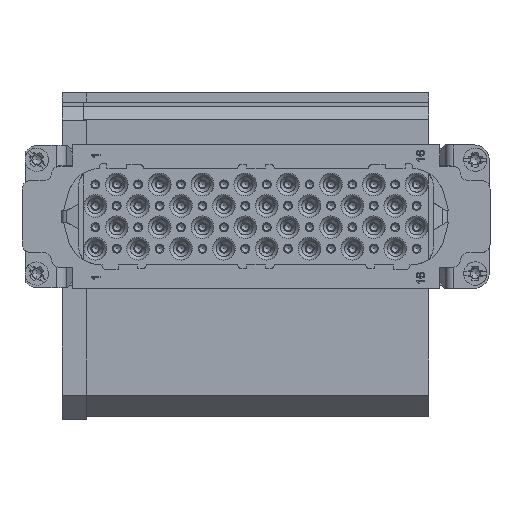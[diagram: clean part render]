
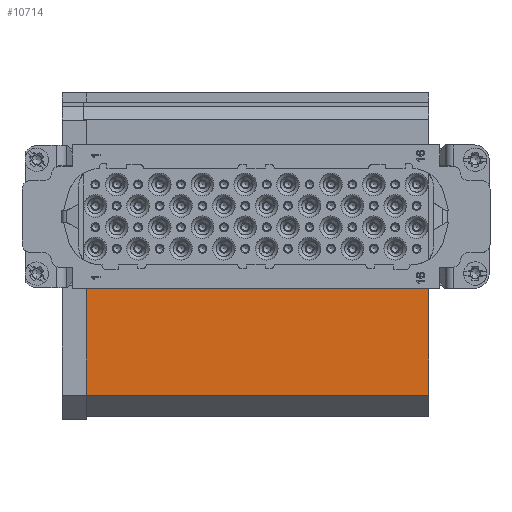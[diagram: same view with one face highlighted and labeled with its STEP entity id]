
A CAD part, top view. The second image highlights one B-rep face of the part: STEP entity #10714.
In plain terms, the highlighted planar face has unit normal (0, 0, 1).
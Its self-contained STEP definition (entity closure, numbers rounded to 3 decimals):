
#10714=ADVANCED_FACE('',(#14980),#13022,.T.);
#13022=PLANE('',#60107);
#14980=FACE_OUTER_BOUND('',#17283,.T.);
#17283=EDGE_LOOP('',(#24993,#24994,#24995,#24996));
#24993=ORIENTED_EDGE('',*,*,#40728,.T.);
#24994=ORIENTED_EDGE('',*,*,#40729,.F.);
#24995=ORIENTED_EDGE('',*,*,#40730,.F.);
#24996=ORIENTED_EDGE('',*,*,#40731,.F.);
#35091=VERTEX_POINT('',#85810);
#35092=VERTEX_POINT('',#85811);
#35093=VERTEX_POINT('',#85813);
#35094=VERTEX_POINT('',#85815);
#40728=EDGE_CURVE('',#35091,#35092,#49858,.T.);
#40729=EDGE_CURVE('',#35093,#35092,#49859,.T.);
#40730=EDGE_CURVE('',#35094,#35093,#49860,.T.);
#40731=EDGE_CURVE('',#35091,#35094,#49861,.T.);
#49858=LINE('',#85809,#54521);
#49859=LINE('',#85812,#54522);
#49860=LINE('',#85814,#54523);
#49861=LINE('',#85816,#54524);
#54521=VECTOR('',#67883,1.);
#54522=VECTOR('',#67884,1.);
#54523=VECTOR('',#67885,1.);
#54524=VECTOR('',#67886,1.);
#60107=AXIS2_PLACEMENT_3D('',#85817,#67887,#67888);
#67883=DIRECTION('',(1.,0.,0.));
#67884=DIRECTION('',(0.,-1.,0.));
#67885=DIRECTION('',(1.,0.,0.));
#67886=DIRECTION('',(0.,1.,0.));
#67887=DIRECTION('',(0.,0.,1.));
#67888=DIRECTION('',(0.,1.,0.));
#85809=CARTESIAN_POINT('',(-35.22,-42.307,-37.2));
#85810=CARTESIAN_POINT('',(-40.3,-42.307,-37.2));
#85811=CARTESIAN_POINT('',(40.98,-42.307,-37.2));
#85812=CARTESIAN_POINT('',(40.98,-16.75,-37.2));
#85813=CARTESIAN_POINT('',(40.98,-15.75,-37.2));
#85814=CARTESIAN_POINT('',(-35.22,-15.75,-37.2));
#85815=CARTESIAN_POINT('',(-40.3,-15.75,-37.2));
#85816=CARTESIAN_POINT('',(-40.3,-41.892,-37.2));
#85817=CARTESIAN_POINT('',(-35.22,-41.892,-37.2));
